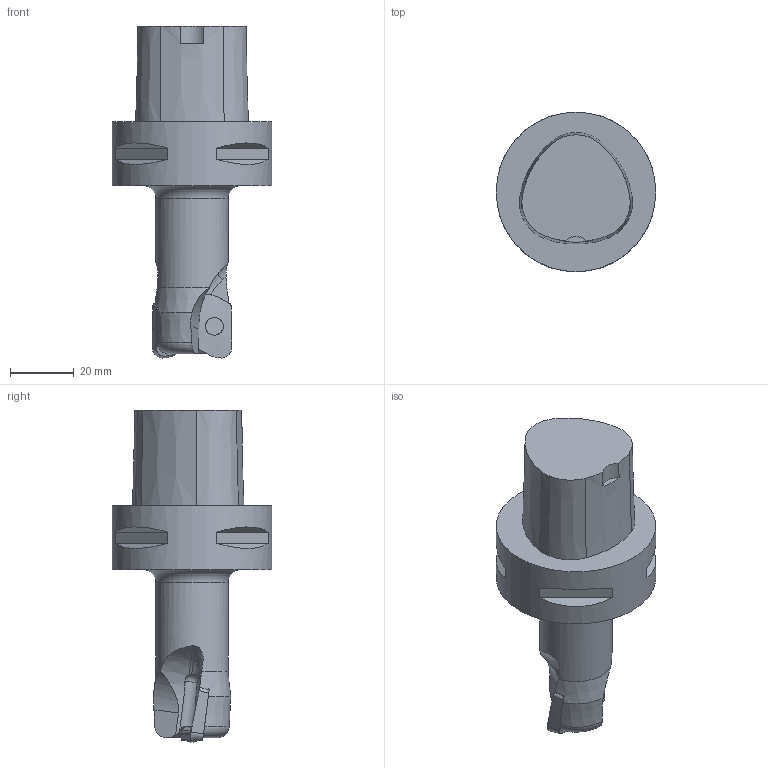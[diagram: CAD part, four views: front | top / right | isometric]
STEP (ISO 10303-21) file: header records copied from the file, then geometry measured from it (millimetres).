
FILE_DESCRIPTION(/* description */ (''),/* implementation_level */ '2;1');
FILE_NAME(/* name */ '1689333576023.stp',/* time_stamp */ '2023-07-14T16:49:44+05:00',/* author */ (''),/* organization */ ('SMS'),/* preprocessor_version */ 'ST-DEVELOPER v16.7',/* originating_system */ 'SIEMENS PLM Software NX 12.0',/* authorisation */ '');
FILE_SCHEMA (('AUTOMOTIVE_DESIGN { 1 0 10303 214 3 1 1 1 }'));
Length unit declared in the file: millimetre
Products named in the file (4): 204824786mod000_00; ASSEMBLY_CONSTRUCTION; 204818393mod000_00; 204818527mod000_00
Assembly tree (4 placements, depth 2):
  204818527mod000_00
    204818393mod000_00
    ASSEMBLY_CONSTRUCTION
    204824786mod000_00  x2
Bounding box: 50 x 50 x 104.01 mm (x, y, z)
Volume: 82921.2 mm3; surface area: 15238.1 mm2
Topology: 3 solids, 3 shells, 129 faces, 380 edges, 275 vertices
Faces by surface type: plane 37, bspline 30, cone 18, cylinder 15, extrusion 14, torus 13, sphere 2
Full cylindrical faces by diameter (mm): 4.1 x4, 22.618 x1, 50 x1
Entity records: 6029 total; most frequent: CARTESIAN_POINT 3355, ORIENTED_EDGE 582, DIRECTION 396, EDGE_CURVE 291, VERTEX_POINT 207, AXIS2_PLACEMENT_3D 168, B_SPLINE_CURVE_WITH_KNOTS 166, EDGE_LOOP 136
